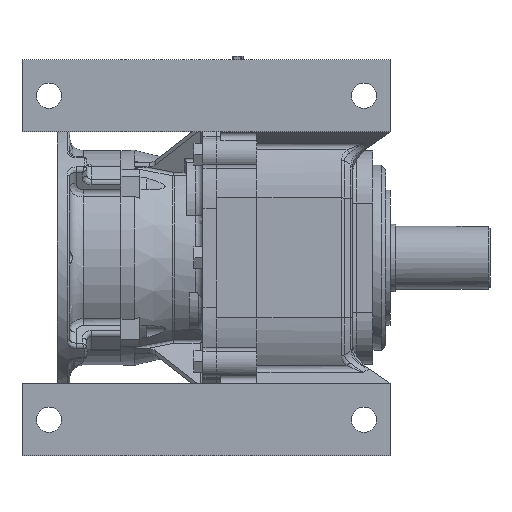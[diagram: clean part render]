
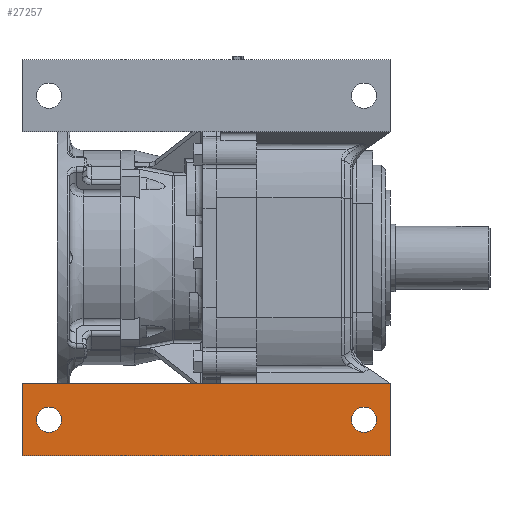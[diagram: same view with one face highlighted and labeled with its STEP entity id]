
A CAD part, front view. The second image highlights one B-rep face of the part: STEP entity #27257.
In plain terms, the highlighted planar face has unit normal (0, -1, 0).
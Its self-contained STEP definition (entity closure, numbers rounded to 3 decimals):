
#1224 = ORIENTED_EDGE ( 'NONE', *, *, #8640, .F. ) ;
#1389 = DIRECTION ( 'NONE',  ( 0., 0., -1. ) ) ;
#1423 = ORIENTED_EDGE ( 'NONE', *, *, #8033, .F. ) ;
#1968 = ORIENTED_EDGE ( 'NONE', *, *, #9689, .F. ) ;
#2559 = VERTEX_POINT ( 'NONE', #11740 ) ;
#2761 = DIRECTION ( 'NONE',  ( 0., -1., 0. ) ) ;
#2810 = CARTESIAN_POINT ( 'NONE',  ( -216., -270., -140. ) ) ;
#3499 = DIRECTION ( 'NONE',  ( 0., 0., -1. ) ) ;
#3933 = CARTESIAN_POINT ( 'NONE',  ( 194., -270., -220. ) ) ;
#4185 = DIRECTION ( 'NONE',  ( 0., -1., 0. ) ) ;
#4463 = EDGE_CURVE ( 'NONE', #26422, #26986, #27256, .T. ) ;
#4554 = FACE_BOUND ( 'NONE', #17927, .T. ) ;
#5225 = LINE ( 'NONE', #23482, #15211 ) ;
#7942 = VERTEX_POINT ( 'NONE', #27996 ) ;
#8033 = EDGE_CURVE ( 'NONE', #13017, #13017, #20571, .T. ) ;
#8040 = VERTEX_POINT ( 'NONE', #29089 ) ;
#8192 = LINE ( 'NONE', #17525, #20942 ) ;
#8288 = DIRECTION ( 'NONE',  ( -1., 0., 0. ) ) ;
#8640 = EDGE_CURVE ( 'NONE', #7942, #26986, #15174, .T. ) ;
#8688 = ORIENTED_EDGE ( 'NONE', *, *, #25204, .F. ) ;
#9689 = EDGE_CURVE ( 'NONE', #8040, #7942, #5225, .T. ) ;
#10462 = AXIS2_PLACEMENT_3D ( 'NONE', #3933, #16175, #23102 ) ;
#10735 = AXIS2_PLACEMENT_3D ( 'NONE', #23778, #2761, #3499 ) ;
#10773 = DIRECTION ( 'NONE',  ( 0., 0., -1. ) ) ;
#11740 = CARTESIAN_POINT ( 'NONE',  ( -186., -270., -194. ) ) ;
#11835 = CIRCLE ( 'NONE', #15761, 14. ) ;
#13017 = VERTEX_POINT ( 'NONE', #19944 ) ;
#13660 = CARTESIAN_POINT ( 'NONE',  ( -186., -270., -180. ) ) ;
#13722 = FACE_OUTER_BOUND ( 'NONE', #20218, .T. ) ;
#14279 = EDGE_CURVE ( 'NONE', #8040, #26422, #8192, .T. ) ;
#15174 = LINE ( 'NONE', #29844, #22998 ) ;
#15211 = VECTOR ( 'NONE', #19018, 1000. ) ;
#15761 = AXIS2_PLACEMENT_3D ( 'NONE', #13660, #4185, #10773 ) ;
#16175 = DIRECTION ( 'NONE',  ( 0., 1., 0. ) ) ;
#17525 = CARTESIAN_POINT ( 'NONE',  ( 194., -270., -140. ) ) ;
#17927 = EDGE_LOOP ( 'NONE', ( #8688 ) ) ;
#18496 = FACE_BOUND ( 'NONE', #24214, .T. ) ;
#19018 = DIRECTION ( 'NONE',  ( 0., 0., -1. ) ) ;
#19944 = CARTESIAN_POINT ( 'NONE',  ( 164., -270., -194. ) ) ;
#20218 = EDGE_LOOP ( 'NONE', ( #23651, #1224, #1968, #21878 ) ) ;
#20249 = CARTESIAN_POINT ( 'NONE',  ( -216., -270., -220. ) ) ;
#20571 = CIRCLE ( 'NONE', #10735, 14. ) ;
#20942 = VECTOR ( 'NONE', #26888, 1000. ) ;
#21878 = ORIENTED_EDGE ( 'NONE', *, *, #14279, .T. ) ;
#22977 = CARTESIAN_POINT ( 'NONE',  ( -216., -270., -220. ) ) ;
#22998 = VECTOR ( 'NONE', #8288, 1000. ) ;
#23102 = DIRECTION ( 'NONE',  ( 0., 0., 1. ) ) ;
#23482 = CARTESIAN_POINT ( 'NONE',  ( 194., -270., -220. ) ) ;
#23651 = ORIENTED_EDGE ( 'NONE', *, *, #4463, .T. ) ;
#23778 = CARTESIAN_POINT ( 'NONE',  ( 164., -270., -180. ) ) ;
#24214 = EDGE_LOOP ( 'NONE', ( #1423 ) ) ;
#25204 = EDGE_CURVE ( 'NONE', #2559, #2559, #11835, .T. ) ;
#26422 = VERTEX_POINT ( 'NONE', #2810 ) ;
#26888 = DIRECTION ( 'NONE',  ( -1., 0., 0. ) ) ;
#26986 = VERTEX_POINT ( 'NONE', #20249 ) ;
#27256 = LINE ( 'NONE', #22977, #27269 ) ;
#27257 = ADVANCED_FACE ( 'NONE', ( #4554, #18496, #13722 ), #27383, .F. ) ;
#27269 = VECTOR ( 'NONE', #1389, 1000. ) ;
#27383 = PLANE ( 'NONE',  #10462 ) ;
#27996 = CARTESIAN_POINT ( 'NONE',  ( 194., -270., -220. ) ) ;
#29089 = CARTESIAN_POINT ( 'NONE',  ( 194., -270., -140. ) ) ;
#29844 = CARTESIAN_POINT ( 'NONE',  ( 194., -270., -220. ) ) ;
